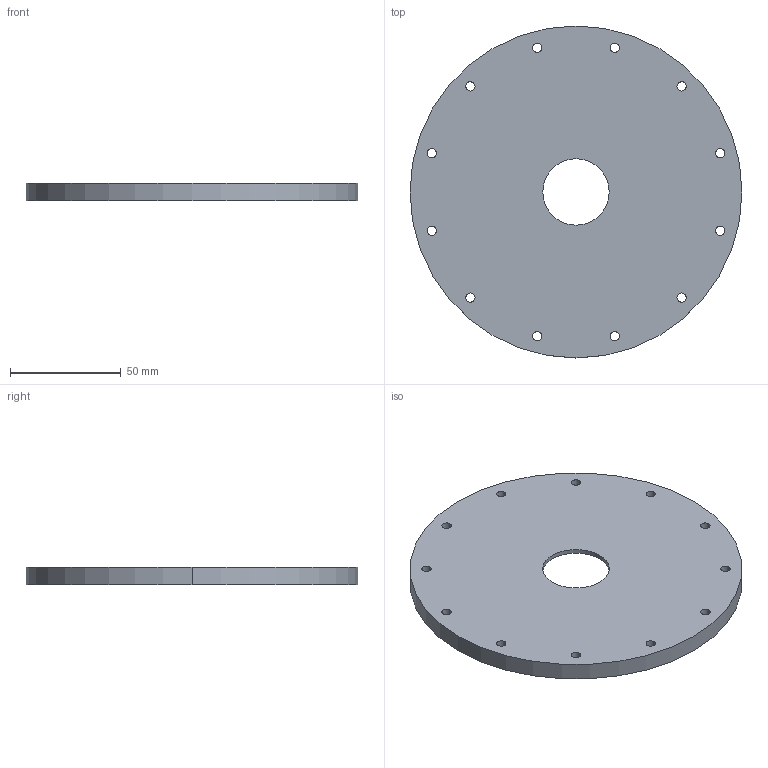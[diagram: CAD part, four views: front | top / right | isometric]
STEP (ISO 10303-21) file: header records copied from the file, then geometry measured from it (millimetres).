
FILE_DESCRIPTION (( 'STEP AP214' ), '1' );
FILE_NAME ('Machined_BottomMould.STEP', '2023-04-27T19:01:38', ( '' ), ( '' ), 'SwSTEP 2.0', 'SolidWorks 2022', '' );
FILE_SCHEMA (( 'AUTOMOTIVE_DESIGN' ));
Length unit declared in the file: millimetre
Products named in the file (1): Machined_BottomMould
Bounding box: 150 x 150 x 8 mm (x, y, z)
Volume: 84084.1 mm3; surface area: 43536.8 mm2
Topology: 1 solids, 1 shells, 39 faces, 102 edges, 68 vertices
Faces by surface type: cylinder 34, plane 5
Entity records: 1594 total; most frequent: DIRECTION 250, CARTESIAN_POINT 210, ORIENTED_EDGE 204, AXIS2_PLACEMENT_3D 108, EDGE_CURVE 102, CIRCLE 68, EDGE_LOOP 68, VERTEX_POINT 68
